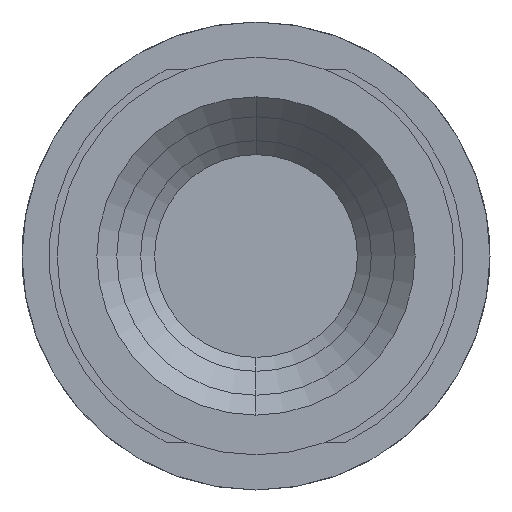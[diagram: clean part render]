
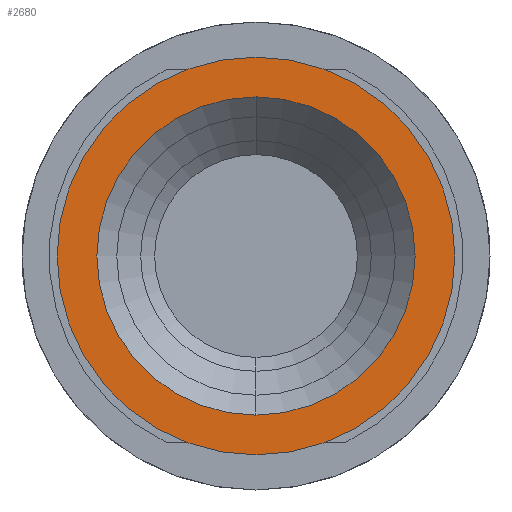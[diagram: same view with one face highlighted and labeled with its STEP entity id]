
A CAD part, left-side view. The second image highlights one B-rep face of the part: STEP entity #2680.
In plain terms, the highlighted planar face has unit normal (-1, 0, 0).
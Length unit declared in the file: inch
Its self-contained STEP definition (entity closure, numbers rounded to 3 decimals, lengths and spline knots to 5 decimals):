
#185 = DIRECTION ( 'NONE',  ( 0., 0., -1. ) ) ;
#242 = AXIS2_PLACEMENT_3D ( 'NONE', #1124, #3612, #185 ) ;
#308 = ORIENTED_EDGE ( 'NONE', *, *, #2395, .T. ) ;
#393 = CARTESIAN_POINT ( 'NONE',  ( -0.485, 0., 0. ) ) ;
#402 = EDGE_CURVE ( 'NONE', #590, #1280, #3692, .T. ) ;
#410 = CIRCLE ( 'NONE', #1917, 0.12 ) ;
#431 = CARTESIAN_POINT ( 'NONE',  ( -0.485, 0., 0. ) ) ;
#453 = CARTESIAN_POINT ( 'NONE',  ( -0.485, -0.15, 0. ) ) ;
#590 = VERTEX_POINT ( 'NONE', #3559 ) ;
#653 = FACE_BOUND ( 'NONE', #3023, .T. ) ;
#968 = CARTESIAN_POINT ( 'NONE',  ( -0.485, 0., 0. ) ) ;
#1014 = DIRECTION ( 'NONE',  ( 0., 0., -1. ) ) ;
#1124 = CARTESIAN_POINT ( 'NONE',  ( -0.485, 0., 0. ) ) ;
#1129 = AXIS2_PLACEMENT_3D ( 'NONE', #968, #3755, #3471 ) ;
#1246 = EDGE_LOOP ( 'NONE', ( #308, #2979 ) ) ;
#1280 = VERTEX_POINT ( 'NONE', #2373 ) ;
#1323 = DIRECTION ( 'NONE',  ( -1., 0., 0. ) ) ;
#1326 = ORIENTED_EDGE ( 'NONE', *, *, #3359, .F. ) ;
#1370 = AXIS2_PLACEMENT_3D ( 'NONE', #453, #2648, #3901 ) ;
#1520 = ORIENTED_EDGE ( 'NONE', *, *, #3944, .F. ) ;
#1890 = FACE_OUTER_BOUND ( 'NONE', #1246, .T. ) ;
#1917 = AXIS2_PLACEMENT_3D ( 'NONE', #431, #3219, #1992 ) ;
#1992 = DIRECTION ( 'NONE',  ( 0., 0., -1. ) ) ;
#2118 = CIRCLE ( 'NONE', #3966, 0.12 ) ;
#2320 = PLANE ( 'NONE',  #1370 ) ;
#2373 = CARTESIAN_POINT ( 'NONE',  ( -0.485, 0., -0.15 ) ) ;
#2395 = EDGE_CURVE ( 'NONE', #1280, #590, #3893, .T. ) ;
#2509 = VERTEX_POINT ( 'NONE', #3781 ) ;
#2648 = DIRECTION ( 'NONE',  ( 1., 0., 0. ) ) ;
#2680 = ADVANCED_FACE ( 'NONE', ( #653, #1890 ), #2320, .F. ) ;
#2979 = ORIENTED_EDGE ( 'NONE', *, *, #402, .T. ) ;
#3023 = EDGE_LOOP ( 'NONE', ( #1520, #1326 ) ) ;
#3219 = DIRECTION ( 'NONE',  ( -1., 0., 0. ) ) ;
#3359 = EDGE_CURVE ( 'NONE', #3455, #2509, #2118, .T. ) ;
#3455 = VERTEX_POINT ( 'NONE', #3490 ) ;
#3471 = DIRECTION ( 'NONE',  ( 0., 0., -1. ) ) ;
#3490 = CARTESIAN_POINT ( 'NONE',  ( -0.485, 0., 0.12 ) ) ;
#3559 = CARTESIAN_POINT ( 'NONE',  ( -0.485, 0., 0.15 ) ) ;
#3612 = DIRECTION ( 'NONE',  ( -1., 0., 0. ) ) ;
#3692 = CIRCLE ( 'NONE', #1129, 0.15 ) ;
#3755 = DIRECTION ( 'NONE',  ( -1., 0., 0. ) ) ;
#3781 = CARTESIAN_POINT ( 'NONE',  ( -0.485, 0., -0.12 ) ) ;
#3893 = CIRCLE ( 'NONE', #242, 0.15 ) ;
#3901 = DIRECTION ( 'NONE',  ( 0., 0., 1. ) ) ;
#3944 = EDGE_CURVE ( 'NONE', #2509, #3455, #410, .T. ) ;
#3966 = AXIS2_PLACEMENT_3D ( 'NONE', #393, #1323, #1014 ) ;
